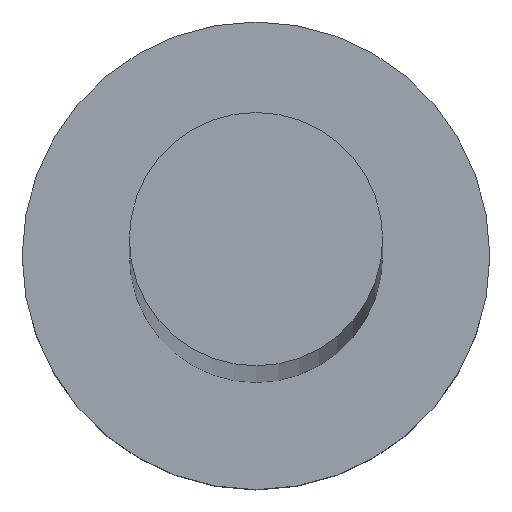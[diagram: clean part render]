
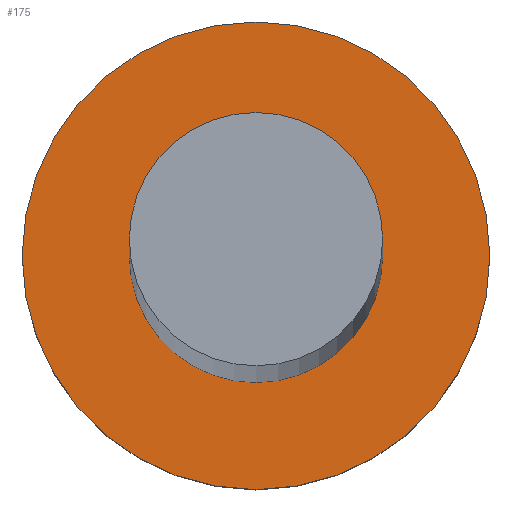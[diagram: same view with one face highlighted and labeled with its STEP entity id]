
A CAD part, top view. The second image highlights one B-rep face of the part: STEP entity #175.
In plain terms, the highlighted planar face has unit normal (0, 0, 1).
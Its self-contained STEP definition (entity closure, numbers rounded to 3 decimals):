
#2 = ORIENTED_EDGE ( 'NONE', *, *, #201, .F. ) ;
#4 = DIRECTION ( 'NONE',  ( 0., 0., 1. ) ) ;
#13 = CARTESIAN_POINT ( 'NONE',  ( -3.25, 0., 5. ) ) ;
#25 = CARTESIAN_POINT ( 'NONE',  ( 0., 0., 5. ) ) ;
#28 = DIRECTION ( 'NONE',  ( 0., 0., 1. ) ) ;
#31 = EDGE_LOOP ( 'NONE', ( #96, #164 ) ) ;
#41 = AXIS2_PLACEMENT_3D ( 'NONE', #68, #236, #69 ) ;
#46 = DIRECTION ( 'NONE',  ( 1., 0., 0. ) ) ;
#60 = CARTESIAN_POINT ( 'NONE',  ( 0., 0., 5. ) ) ;
#65 = CIRCLE ( 'NONE', #143, 6. ) ;
#67 = EDGE_CURVE ( 'NONE', #233, #82, #65, .T. ) ;
#68 = CARTESIAN_POINT ( 'NONE',  ( 0., 0., 5. ) ) ;
#69 = DIRECTION ( 'NONE',  ( 1., 0., 0. ) ) ;
#78 = EDGE_CURVE ( 'NONE', #82, #233, #235, .T. ) ;
#79 = VERTEX_POINT ( 'NONE', #146 ) ;
#81 = FACE_OUTER_BOUND ( 'NONE', #31, .T. ) ;
#82 = VERTEX_POINT ( 'NONE', #161 ) ;
#83 = AXIS2_PLACEMENT_3D ( 'NONE', #60, #117, #46 ) ;
#96 = ORIENTED_EDGE ( 'NONE', *, *, #67, .T. ) ;
#97 = CARTESIAN_POINT ( 'NONE',  ( 0., 0., 5. ) ) ;
#100 = VERTEX_POINT ( 'NONE', #13 ) ;
#101 = DIRECTION ( 'NONE',  ( 1., 0., 0. ) ) ;
#105 = DIRECTION ( 'NONE',  ( 1., 0., 0. ) ) ;
#117 = DIRECTION ( 'NONE',  ( 0., 0., 1. ) ) ;
#133 = DIRECTION ( 'NONE',  ( 0., 0., 1. ) ) ;
#134 = EDGE_LOOP ( 'NONE', ( #2, #231 ) ) ;
#143 = AXIS2_PLACEMENT_3D ( 'NONE', #181, #28, #105 ) ;
#146 = CARTESIAN_POINT ( 'NONE',  ( 3.25, 0., 5. ) ) ;
#148 = CIRCLE ( 'NONE', #83, 3.25 ) ;
#161 = CARTESIAN_POINT ( 'NONE',  ( 6., 0., 5. ) ) ;
#164 = ORIENTED_EDGE ( 'NONE', *, *, #78, .T. ) ;
#172 = FACE_BOUND ( 'NONE', #134, .T. ) ;
#175 = ADVANCED_FACE ( 'NONE', ( #172, #81 ), #176, .T. ) ;
#176 = PLANE ( 'NONE',  #185 ) ;
#181 = CARTESIAN_POINT ( 'NONE',  ( 0., 0., 5. ) ) ;
#185 = AXIS2_PLACEMENT_3D ( 'NONE', #25, #133, #101 ) ;
#195 = EDGE_CURVE ( 'NONE', #79, #100, #148, .T. ) ;
#201 = EDGE_CURVE ( 'NONE', #100, #79, #252, .T. ) ;
#211 = CARTESIAN_POINT ( 'NONE',  ( -6., 0., 5. ) ) ;
#222 = AXIS2_PLACEMENT_3D ( 'NONE', #97, #4, #229 ) ;
#229 = DIRECTION ( 'NONE',  ( 1., 0., 0. ) ) ;
#231 = ORIENTED_EDGE ( 'NONE', *, *, #195, .F. ) ;
#233 = VERTEX_POINT ( 'NONE', #211 ) ;
#235 = CIRCLE ( 'NONE', #41, 6. ) ;
#236 = DIRECTION ( 'NONE',  ( 0., 0., 1. ) ) ;
#252 = CIRCLE ( 'NONE', #222, 3.25 ) ;
